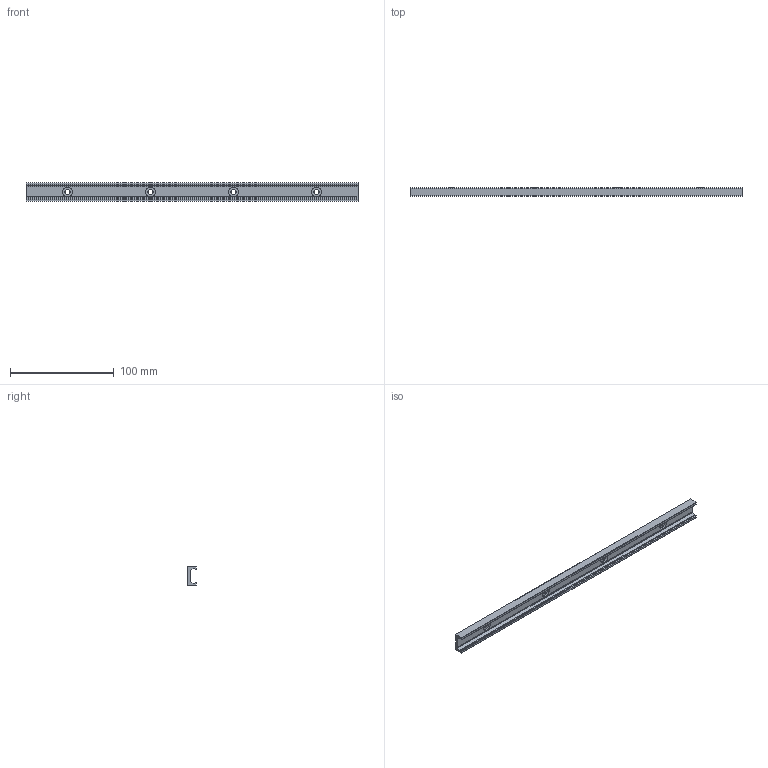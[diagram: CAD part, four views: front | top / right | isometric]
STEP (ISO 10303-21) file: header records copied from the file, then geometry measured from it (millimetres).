
FILE_DESCRIPTION((''),'2;1');
FILE_NAME('LCX 18-0320.C.stp','2016-04-28T07:34:01',('MRathmann'),(''),'Autodesk Inventor 2012','Autodesk Inventor 2012','');
FILE_SCHEMA(('CONFIG_CONTROL_DESIGN'));
Length unit declared in the file: millimetre
Products named in the file (1): LCX 18-0320.C
Bounding box: 320 x 8.25 x 18 mm (x, y, z)
Volume: 23261.2 mm3; surface area: 20351 mm2
Topology: 1 solids, 1 shells, 36 faces, 102 edges, 68 vertices
Faces by surface type: cylinder 19, plane 17
Full cylindrical faces by diameter (mm): 5 x4, 9.5 x4
Entity records: 1114 total; most frequent: DIRECTION 198, CARTESIAN_POINT 183, ORIENTED_EDGE 172, EDGE_CURVE 86, AXIS2_PLACEMENT_3D 75, VERTEX_POINT 60, EDGE_LOOP 52, VECTOR 48
